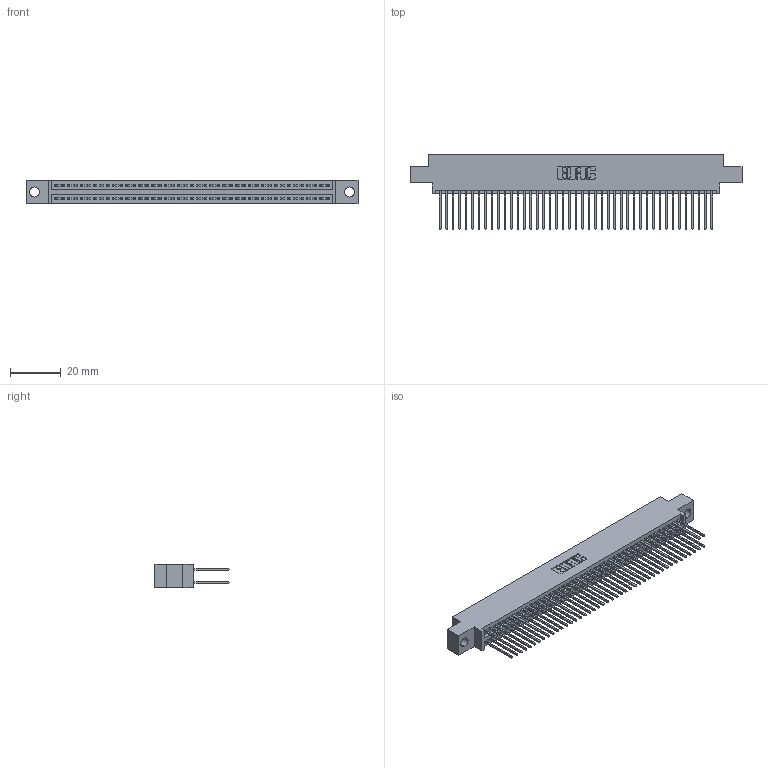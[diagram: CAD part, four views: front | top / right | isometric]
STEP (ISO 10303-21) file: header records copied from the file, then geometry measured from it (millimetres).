
FILE_DESCRIPTION (( 'STEP AP203' ), '1' );
FILE_NAME ('345-086-540-804.STEP', '2021-05-20T13:25:08', ( '' ), ( '' ), 'SwSTEP 2.0', 'SolidWorks 2020', '' );
FILE_SCHEMA (( 'CONFIG_CONTROL_DESIGN' ));
Length unit declared in the file: inch
Products named in the file (3): 345 Part_0.170 Offset - 0.156 Dia-TI; 345-086-540-804; 345-292-001_345-293-140
Assembly tree (87 placements, depth 2):
  345-086-540-804
    345 Part_0.170 Offset - 0.156 Dia-TI
    345-292-001_345-293-140  x86
Bounding box: 130.43 x 29.13 x 9.4 mm (x, y, z)
Volume: 12786 mm3; surface area: 20426.8 mm2
Topology: 87 solids, 87 shells, 4444 faces, 13203 edges, 8686 vertices
Faces by surface type: plane 2936, cylinder 1508
Entity records: 34173 total; most frequent: CARTESIAN_POINT 5734, ORIENTED_EDGE 5666, DIRECTION 5053, EDGE_CURVE 2833, LINE 2529, VECTOR 2529, VERTEX_POINT 1886, AXIS2_PLACEMENT_3D 1262
